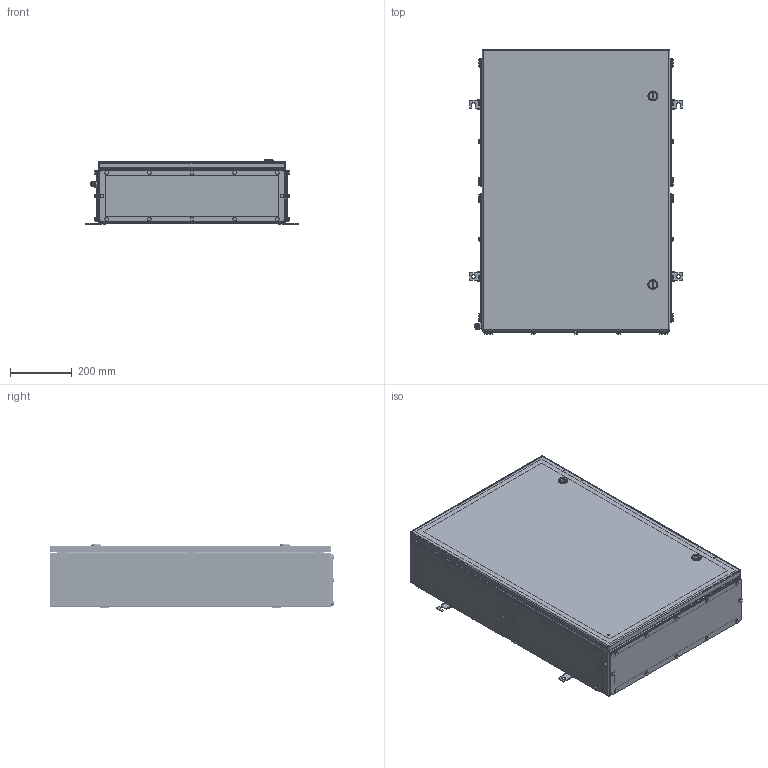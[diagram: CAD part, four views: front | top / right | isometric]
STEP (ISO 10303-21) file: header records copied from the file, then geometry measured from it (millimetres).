
FILE_DESCRIPTION(('CATIA V5 STEP Exchange','CAx-IF Rec.Pracs.--- Model Styling and Organization---1.4--- 2014-01-23'),'2;1');
FILE_NAME ('008869-6_4_1200970000_1200970000.stp','2019-09-23T10:48:49+00:00',('none'),('Weidmueller'),'CATIA Version 5-6 Release 2016 SP3 HF44','CATIA V5 STEP AP214','none');
FILE_SCHEMA(('AUTOMOTIVE_DESIGN { 1 0 10303 214 1 1 1 1 }'));
Products named in the file (1): ZUB_KTB_QL_916120_3GP
Bounding box: 691 x 925 x 209.8 mm (x, y, z)
Volume: 4117846.9 mm3; surface area: 4415655.4 mm2
Topology: 170 solids, 172 shells, 3312 faces, 7562 edges, 4769 vertices
Faces by surface type: cylinder 1562, plane 1374, cone 322, sphere 24, torus 22, bspline 8
Entity records: 89850 total; most frequent: CARTESIAN_POINT 19952, ORIENTED_EDGE 14824, DIRECTION 11691, EDGE_CURVE 7412, AXIS2_PLACEMENT_3D 5215, VERTEX_POINT 4769, VECTOR 4048, LINE 4048
